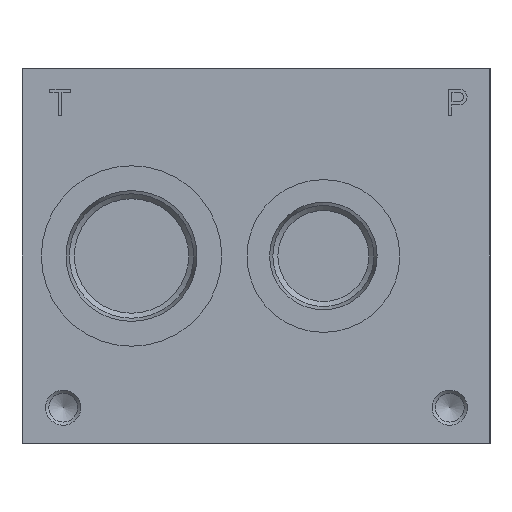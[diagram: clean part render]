
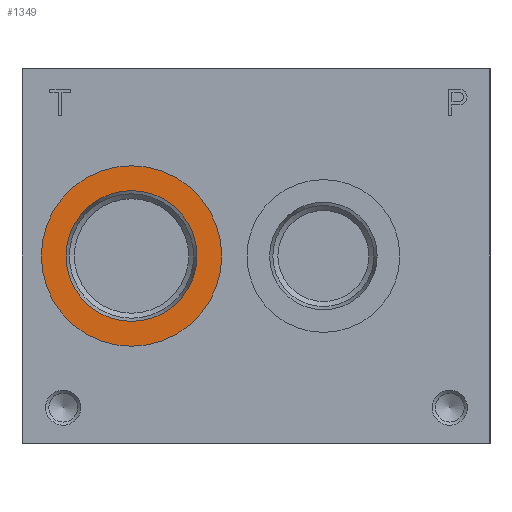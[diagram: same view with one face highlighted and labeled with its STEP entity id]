
A CAD part, left-side view. The second image highlights one B-rep face of the part: STEP entity #1349.
In plain terms, the highlighted planar face has unit normal (-1, 0, 0).
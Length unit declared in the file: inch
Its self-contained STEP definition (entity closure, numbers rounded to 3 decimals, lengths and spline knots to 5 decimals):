
#1349 = ADVANCED_FACE( '', ( #2994, #2995 ), #2996, .T. );
#2994 = FACE_BOUND( '', #4908, .T. );
#2995 = FACE_OUTER_BOUND( '', #4909, .T. );
#2996 = PLANE( '', #4910 );
#4908 = EDGE_LOOP( '', ( #8459 ) );
#4909 = EDGE_LOOP( '', ( #8460 ) );
#4910 = AXIS2_PLACEMENT_3D( '', #8461, #8462, #8463 );
#8459 = ORIENTED_EDGE( '', *, *, #11013, .T. );
#8460 = ORIENTED_EDGE( '', *, *, #9881, .F. );
#8461 = CARTESIAN_POINT( '', ( 0.031, 4.794, 2. ) );
#8462 = DIRECTION( '', ( -1., 0., 0. ) );
#8463 = DIRECTION( '', ( 0., 0., 1. ) );
#9881 = EDGE_CURVE( '', #11554, #11554, #11555, .T. );
#11013 = EDGE_CURVE( '', #13322, #13322, #13323, .T. );
#11554 = VERTEX_POINT( '', #13982 );
#11555 = CIRCLE( '', #13983, 0.964 );
#13322 = VERTEX_POINT( '', #16306 );
#13323 = CIRCLE( '', #16307, 0.699 );
#13982 = CARTESIAN_POINT( '', ( 0.031, 3.83, 1.036 ) );
#13983 = AXIS2_PLACEMENT_3D( '', #17058, #17059, #17060 );
#16306 = CARTESIAN_POINT( '', ( 0.031, 3.83, 1.301 ) );
#16307 = AXIS2_PLACEMENT_3D( '', #18379, #18380, #18381 );
#17058 = CARTESIAN_POINT( '', ( 0.031, 3.83, 2. ) );
#17059 = DIRECTION( '', ( 1., 0., 0. ) );
#17060 = DIRECTION( '', ( 0., 0., -1. ) );
#18379 = CARTESIAN_POINT( '', ( 0.031, 3.83, 2. ) );
#18380 = DIRECTION( '', ( 1., 0., 0. ) );
#18381 = DIRECTION( '', ( 0., 0., -1. ) );
